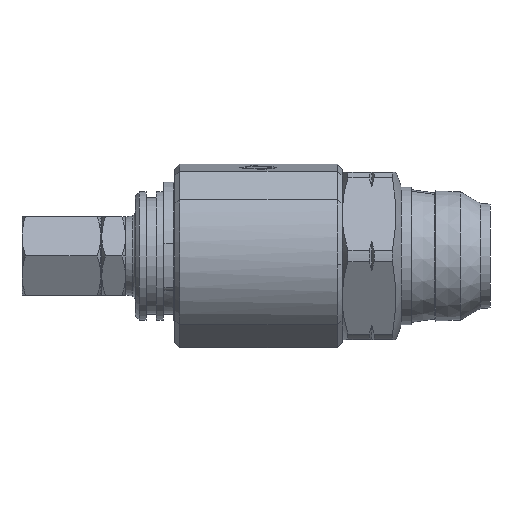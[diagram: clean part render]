
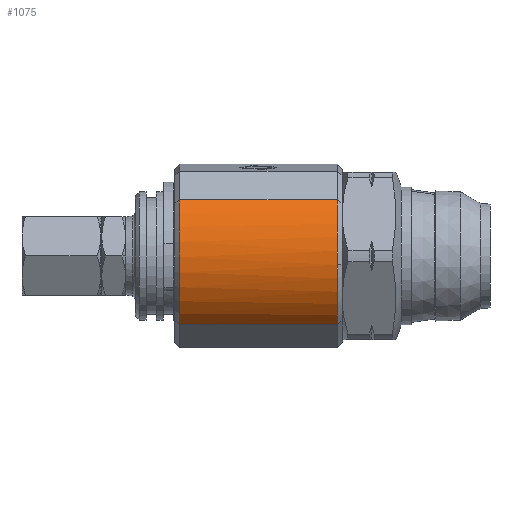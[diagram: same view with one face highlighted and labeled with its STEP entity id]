
A CAD part, left-side view. The second image highlights one B-rep face of the part: STEP entity #1075.
In plain terms, the highlighted cylindrical face has radius 9 mm (diameter 18 mm), a partial arc.
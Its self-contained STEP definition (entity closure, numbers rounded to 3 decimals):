
#171 = VERTEX_POINT ( 'NONE', #7287 ) ;
#173 = VERTEX_POINT ( 'NONE', #7279 ) ;
#279 = VERTEX_POINT ( 'NONE', #7303 ) ;
#286 = VERTEX_POINT ( 'NONE', #7296 ) ;
#287 = VERTEX_POINT ( 'NONE', #7295 ) ;
#1075 = ADVANCED_FACE ( 'NONE', ( #5873 ), #5878, .T. ) ;
#1686 = EDGE_CURVE ( 'NONE', #287, #173, #6027, .T. ) ;
#1691 = EDGE_CURVE ( 'NONE', #171, #279, #6034, .T. ) ;
#1693 = EDGE_CURVE ( 'NONE', #286, #279, #6030, .T. ) ;
#1695 = EDGE_CURVE ( 'NONE', #286, #287, #6036, .T. ) ;
#2233 = CIRCLE ( 'NONE', #4134, 9. ) ;
#2918 = EDGE_LOOP ( 'NONE', ( #3239, #3240, #3241, #3242, #3243 ) ) ;
#3239 = ORIENTED_EDGE ( 'NONE', *, *, #1686, .T. ) ;
#3240 = ORIENTED_EDGE ( 'NONE', *, *, #4206, .T. ) ;
#3241 = ORIENTED_EDGE ( 'NONE', *, *, #1691, .T. ) ;
#3242 = ORIENTED_EDGE ( 'NONE', *, *, #1693, .F. ) ;
#3243 = ORIENTED_EDGE ( 'NONE', *, *, #1695, .T. ) ;
#3363 = CARTESIAN_POINT ( 'NONE',  ( 0., 15.5, 0. ) ) ;
#3364 = DIRECTION ( 'NONE',  ( 0., 1., 0. ) ) ;
#3365 = DIRECTION ( 'NONE',  ( -0.995, 0., -0.099 ) ) ;
#4049 = AXIS2_PLACEMENT_3D ( 'NONE', #4653, #4654, #4655 ) ;
#4050 = AXIS2_PLACEMENT_3D ( 'NONE', #4659, #4660, #4661 ) ;
#4134 = AXIS2_PLACEMENT_3D ( 'NONE', #3363, #3364, #3365 ) ;
#4206 = EDGE_CURVE ( 'NONE', #173, #171, #2233, .T. ) ;
#4646 = DIRECTION ( 'NONE',  ( 0., -1., 0. ) ) ;
#4647 = CARTESIAN_POINT ( 'NONE',  ( -5.7, 33., -6.965 ) ) ;
#4650 = DIRECTION ( 'NONE',  ( 0., -1., 0. ) ) ;
#4652 = CARTESIAN_POINT ( 'NONE',  ( -6.965, 33., 5.7 ) ) ;
#4653 = CARTESIAN_POINT ( 'NONE',  ( 0., 15.5, 0. ) ) ;
#4654 = DIRECTION ( 'NONE',  ( 0., 1., 0. ) ) ;
#4655 = DIRECTION ( 'NONE',  ( -0.995, 0., -0.099 ) ) ;
#4659 = CARTESIAN_POINT ( 'NONE',  ( 0., 31.5, 0. ) ) ;
#4660 = DIRECTION ( 'NONE',  ( 0., -1., 0. ) ) ;
#4661 = DIRECTION ( 'NONE',  ( 0.995, 0., 0.099 ) ) ;
#5778 = AXIS2_PLACEMENT_3D ( 'NONE', #6151, #6146, #6147 ) ;
#5873 = FACE_OUTER_BOUND ( 'NONE', #2918, .T. ) ;
#5878 = CYLINDRICAL_SURFACE ( 'NONE', #5778, 9. ) ;
#6027 = LINE ( 'NONE', #4647, #6033 ) ;
#6030 = LINE ( 'NONE', #4652, #6038 ) ;
#6033 = VECTOR ( 'NONE', #4646, 1000. ) ;
#6034 = CIRCLE ( 'NONE', #4049, 9. ) ;
#6036 = CIRCLE ( 'NONE', #4050, 9. ) ;
#6038 = VECTOR ( 'NONE', #4650, 1000. ) ;
#6146 = DIRECTION ( 'NONE',  ( 0., -1., 0. ) ) ;
#6147 = DIRECTION ( 'NONE',  ( 0.995, 0., 0.099 ) ) ;
#6151 = CARTESIAN_POINT ( 'NONE',  ( 0., 33., 0. ) ) ;
#7279 = CARTESIAN_POINT ( 'NONE',  ( -5.7, 15.5, -6.965 ) ) ;
#7287 = CARTESIAN_POINT ( 'NONE',  ( -8.955, 15.5, -0.894 ) ) ;
#7295 = CARTESIAN_POINT ( 'NONE',  ( -5.7, 31.5, -6.965 ) ) ;
#7296 = CARTESIAN_POINT ( 'NONE',  ( -6.965, 31.5, 5.7 ) ) ;
#7303 = CARTESIAN_POINT ( 'NONE',  ( -6.965, 15.5, 5.7 ) ) ;
